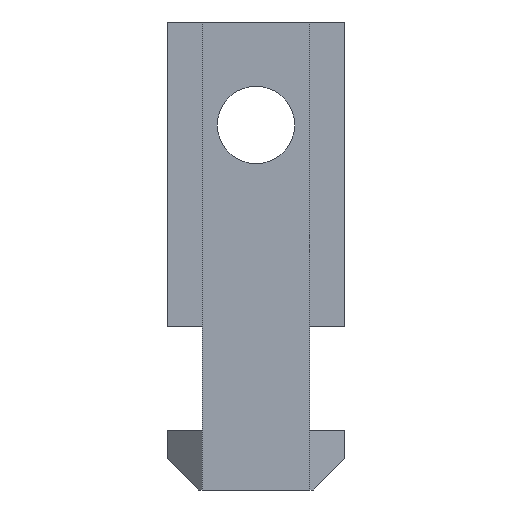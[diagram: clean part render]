
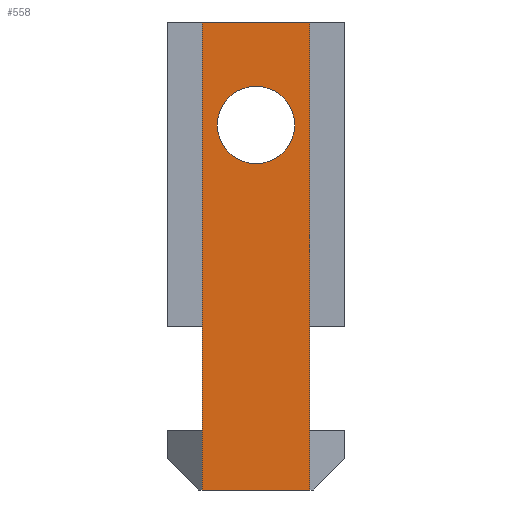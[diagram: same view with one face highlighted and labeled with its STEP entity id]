
A CAD part, front view. The second image highlights one B-rep face of the part: STEP entity #558.
In plain terms, the highlighted planar face has unit normal (0, -1, 0).
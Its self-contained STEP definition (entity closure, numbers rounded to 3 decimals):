
#17=FACE_BOUND('',#101,.T.);
#42=PLANE('',#613);
#70=FACE_OUTER_BOUND('',#100,.T.);
#100=EDGE_LOOP('',(#509,#510,#511,#512));
#101=EDGE_LOOP('',(#513));
#132=LINE('',#820,#204);
#164=LINE('',#887,#236);
#169=LINE('',#895,#241);
#176=LINE('',#906,#248);
#204=VECTOR('',#671,10.);
#236=VECTOR('',#729,10.);
#241=VECTOR('',#736,10.);
#248=VECTOR('',#749,10.);
#251=CIRCLE('',#588,2.067);
#255=VERTEX_POINT('',#762);
#276=VERTEX_POINT('',#817);
#277=VERTEX_POINT('',#819);
#299=VERTEX_POINT('',#886);
#301=VERTEX_POINT('',#894);
#306=EDGE_CURVE('',#255,#255,#251,.T.);
#334=EDGE_CURVE('',#276,#277,#132,.T.);
#366=EDGE_CURVE('',#299,#277,#164,.T.);
#371=EDGE_CURVE('',#276,#301,#169,.T.);
#378=EDGE_CURVE('',#299,#301,#176,.T.);
#509=ORIENTED_EDGE('',*,*,#366,.T.);
#510=ORIENTED_EDGE('',*,*,#334,.F.);
#511=ORIENTED_EDGE('',*,*,#371,.T.);
#512=ORIENTED_EDGE('',*,*,#378,.F.);
#513=ORIENTED_EDGE('',*,*,#306,.T.);
#558=ADVANCED_FACE('',(#70,#17),#42,.T.);
#588=AXIS2_PLACEMENT_3D('',#763,#627,#628);
#613=AXIS2_PLACEMENT_3D('',#905,#747,#748);
#627=DIRECTION('center_axis',(0.,1.,0.));
#628=DIRECTION('ref_axis',(1.,0.,0.));
#671=DIRECTION('',(-1.,0.,0.));
#729=DIRECTION('',(0.,0.,-1.));
#736=DIRECTION('',(0.,0.,1.));
#747=DIRECTION('center_axis',(0.,-1.,0.));
#748=DIRECTION('ref_axis',(0.,0.,-1.));
#749=DIRECTION('',(1.,0.,0.));
#762=CARTESIAN_POINT('',(-2.067,-12.5,7.));
#763=CARTESIAN_POINT('Origin',(0.,-12.5,7.));
#817=CARTESIAN_POINT('',(2.875,-12.5,-12.5));
#819=CARTESIAN_POINT('',(-2.875,-12.5,-12.5));
#820=CARTESIAN_POINT('',(0.,-12.5,-12.5));
#886=CARTESIAN_POINT('',(-2.875,-12.5,12.5));
#887=CARTESIAN_POINT('',(-2.875,-12.5,12.5));
#894=CARTESIAN_POINT('',(2.875,-12.5,12.5));
#895=CARTESIAN_POINT('',(2.875,-12.5,1.6));
#905=CARTESIAN_POINT('Origin',(0.,-12.5,12.5));
#906=CARTESIAN_POINT('',(0.,-12.5,12.5));
